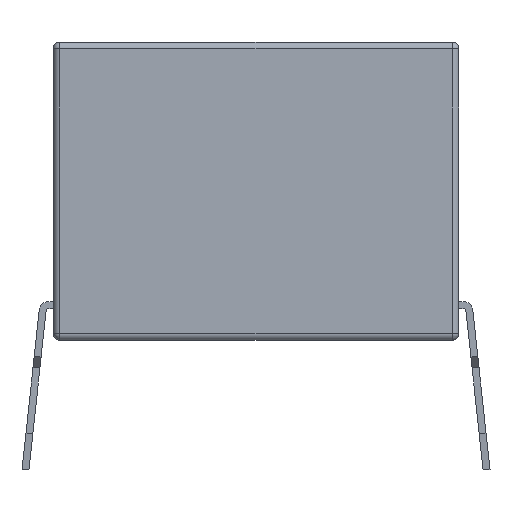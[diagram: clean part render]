
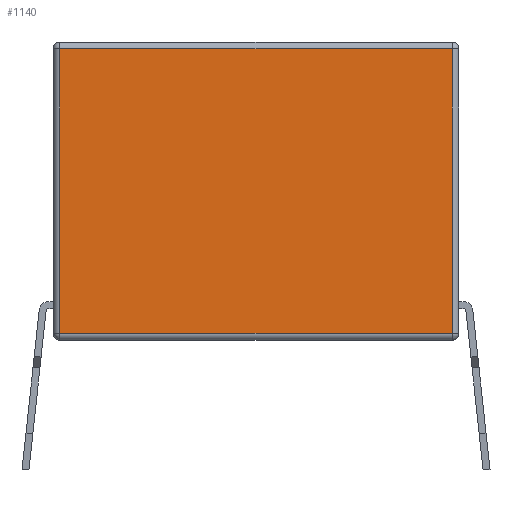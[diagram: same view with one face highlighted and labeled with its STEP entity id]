
A CAD part, left-side view. The second image highlights one B-rep face of the part: STEP entity #1140.
In plain terms, the highlighted planar face has unit normal (-1, 0, 0).
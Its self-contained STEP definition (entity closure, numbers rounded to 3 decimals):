
#1140 = ADVANCED_FACE( '', ( #2367 ), #2368, .F. );
#2367 = FACE_OUTER_BOUND( '', #3695, .T. );
#2368 = PLANE( '', #3696 );
#3695 = EDGE_LOOP( '', ( #7715, #7716, #7717, #7718 ) );
#3696 = AXIS2_PLACEMENT_3D( '', #7719, #7720, #7721 );
#7715 = ORIENTED_EDGE( '', *, *, #9230, .T. );
#7716 = ORIENTED_EDGE( '', *, *, #9393, .T. );
#7717 = ORIENTED_EDGE( '', *, *, #9487, .T. );
#7718 = ORIENTED_EDGE( '', *, *, #9532, .T. );
#7719 = CARTESIAN_POINT( '', ( -16.175, 7.35, 5.4 ) );
#7720 = DIRECTION( '', ( 1., 0., 0. ) );
#7721 = DIRECTION( '', ( 0., 0., -1. ) );
#9230 = EDGE_CURVE( '', #11329, #11028, #11332, .F. );
#9393 = EDGE_CURVE( '', #11028, #11548, #11550, .T. );
#9487 = EDGE_CURVE( '', #11548, #11663, #11665, .T. );
#9532 = EDGE_CURVE( '', #11663, #11329, #11713, .F. );
#11028 = VERTEX_POINT( '', #14736 );
#11329 = VERTEX_POINT( '', #15321 );
#11332 = LINE( '', #15325, #15326 );
#11548 = VERTEX_POINT( '', #15875 );
#11550 = LINE( '', #15877, #15878 );
#11663 = VERTEX_POINT( '', #16090 );
#11665 = LINE( '', #16092, #16093 );
#11713 = LINE( '', #16213, #16214 );
#14736 = CARTESIAN_POINT( '', ( -16.175, 7.1, 5.15 ) );
#15321 = CARTESIAN_POINT( '', ( -16.175, -7.1, 5.15 ) );
#15325 = CARTESIAN_POINT( '', ( -16.175, 7.35, 5.15 ) );
#15326 = VECTOR( '', #17191, 1000. );
#15875 = CARTESIAN_POINT( '', ( -16.175, 7.1, -5.15 ) );
#15877 = CARTESIAN_POINT( '', ( -16.175, 7.1, 5.4 ) );
#15878 = VECTOR( '', #17266, 1000. );
#16090 = CARTESIAN_POINT( '', ( -16.175, -7.1, -5.15 ) );
#16092 = CARTESIAN_POINT( '', ( -16.175, 7.35, -5.15 ) );
#16093 = VECTOR( '', #17321, 1000. );
#16213 = CARTESIAN_POINT( '', ( -16.175, -7.1, 5.4 ) );
#16214 = VECTOR( '', #17342, 1000. );
#17191 = DIRECTION( '', ( 0., -1., 0. ) );
#17266 = DIRECTION( '', ( 0., 0., -1. ) );
#17321 = DIRECTION( '', ( 0., -1., 0. ) );
#17342 = DIRECTION( '', ( 0., 0., -1. ) );
